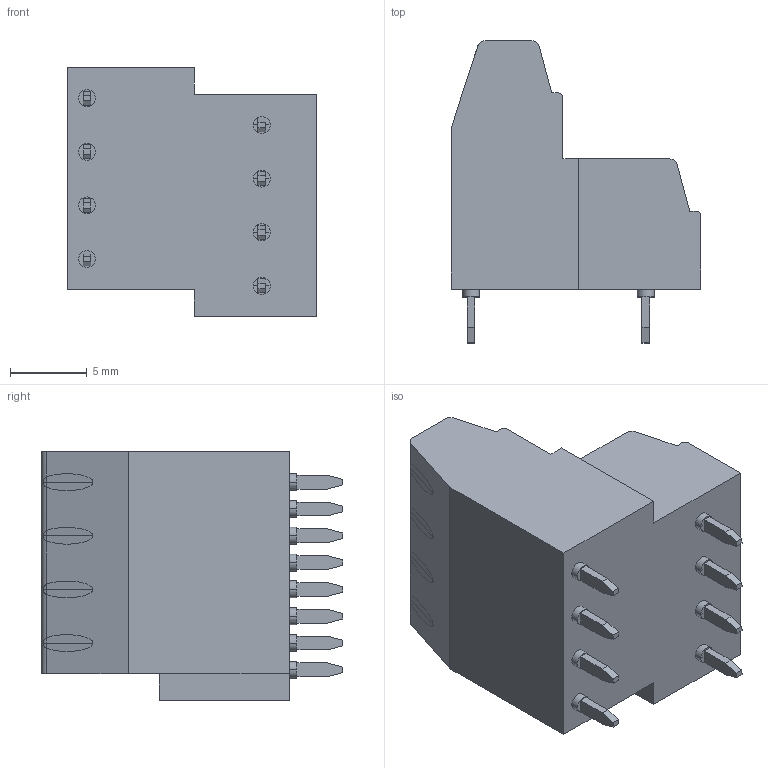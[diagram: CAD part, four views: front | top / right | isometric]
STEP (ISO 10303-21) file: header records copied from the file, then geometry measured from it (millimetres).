
FILE_DESCRIPTION(('SolidDesigner STEP Export'),'1');
FILE_NAME('mkkds_1-4-3.5.stp','2000-06-14T15:05:54',(''),(''), 'SolidDesigner STEP processor Version: 7.0(Mar 1999)for AP214(CD)(Solid Model)', 'CoCreate SolidDesigner: 07.50 21-Dec-99(C) CoCreate Software GmbH','');
FILE_SCHEMA(('AUTOMOTIVE_DESIGN_CC2 {1 2 10303 214 -1 1 5 1}'));
Length unit declared in the file: millimetre
Products named in the file (2): mkkds_1-4-3.5
Assembly tree (1 placements, depth 2):
  mkkds_1-4-3.5
    mkkds_1-4-3.5
Bounding box: 16.3 x 19.7 x 16.25 mm (x, y, z)
Volume: 2508.3 mm3; surface area: 1656.3 mm2
Topology: 1 solids, 1 shells, 389 faces, 985 edges, 634 vertices
Faces by surface type: plane 282, cylinder 107
Entity records: 14313 total; most frequent: CARTESIAN_POINT 2217, ORIENTED_EDGE 1970, DIRECTION 1715, EDGE_CURVE 985, VECTOR 667, LINE 667, VERTEX_POINT 634, AXIS2_PLACEMENT_3D 524
